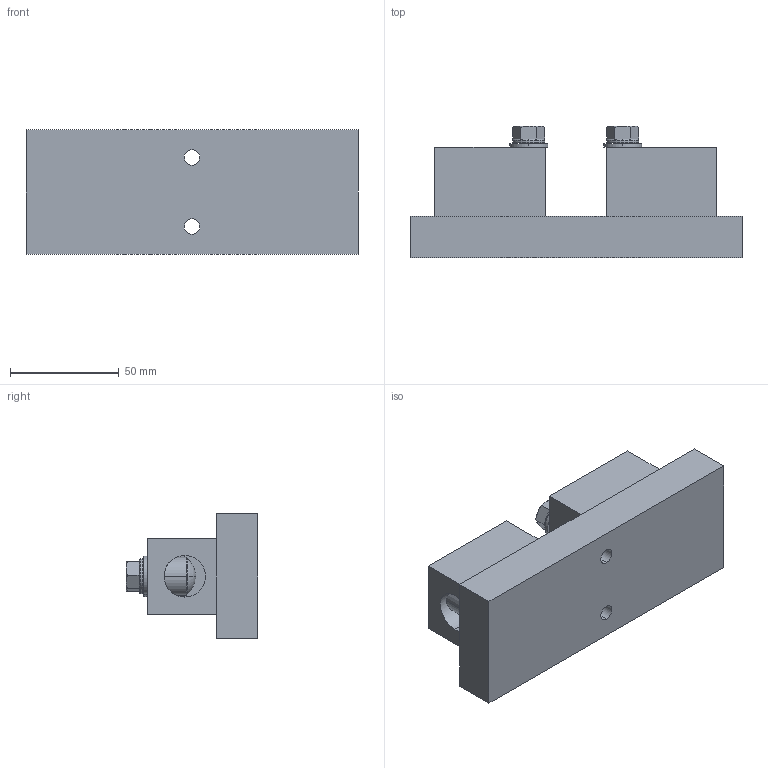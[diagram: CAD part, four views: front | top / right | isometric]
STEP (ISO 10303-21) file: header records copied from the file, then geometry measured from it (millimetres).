
FILE_DESCRIPTION (( 'STEP AP203' ), '1' );
FILE_NAME ('700256.STEP', '2013-02-13T21:01:20', ( '' ), ( '' ), 'SwSTEP 2.0', 'SolidWorks 2012', '' );
FILE_SCHEMA (( 'CONFIG_CONTROL_DESIGN' ));
Length unit declared in the file: inch
Products named in the file (1): 700256
Bounding box: 152.4 x 60.48 x 57.15 mm (x, y, z)
Surface area: 50812.7 mm2 (no closed solid volume)
Topology: 0 solids, 11 shells, 132 faces, 350 edges, 233 vertices
Faces by surface type: plane 54, cylinder 38, cone 26, torus 14
Entity records: 4525 total; most frequent: CARTESIAN_POINT 1182, DIRECTION 706, ORIENTED_EDGE 602, EDGE_CURVE 348, AXIS2_PLACEMENT_3D 277, VERTEX_POINT 233, EDGE_LOOP 160, LINE 152
